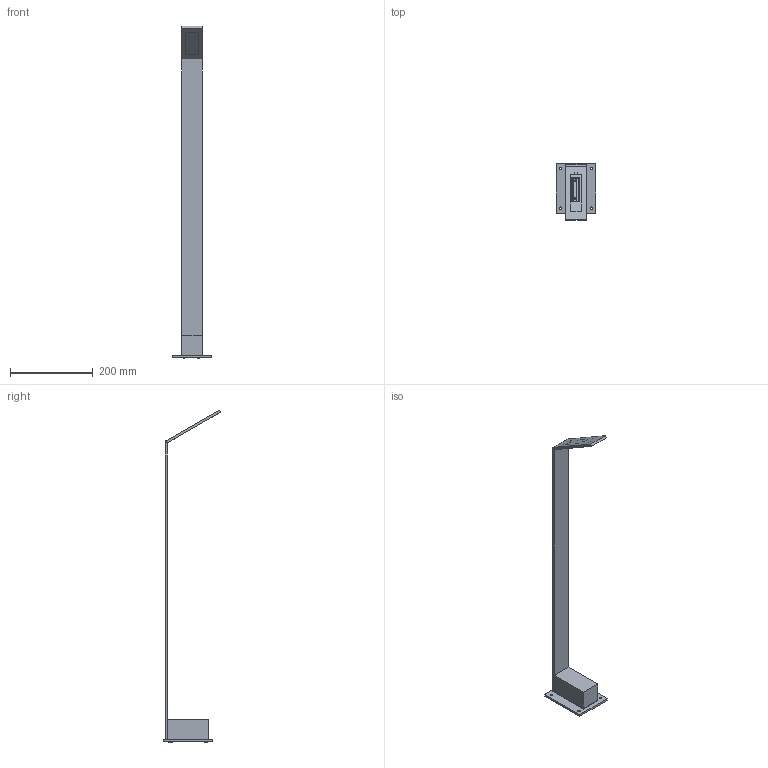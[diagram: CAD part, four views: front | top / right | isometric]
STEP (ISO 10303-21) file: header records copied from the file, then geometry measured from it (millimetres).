
FILE_DESCRIPTION(('CATIA V5 STEP Exchange'),'2;1');
FILE_NAME('0106-3D.stp','2021-03-25T08:59:56+00:00',('none'),('none'),'CATIA Version 5 Release 21 GA (IN-10)','CATIA V5 STEP AP203','none');
FILE_SCHEMA(('CONFIG_CONTROL_DESIGN'));
Length unit declared in the file: millimetre
Products named in the file (1): 装配体12
Assembly tree (16 placements, depth 2):
  装配体12
    #58
    #3387
    #4759
    #6424
    #6731  x5
    #7832  x4
    #8698  x2
    #9192
Bounding box: 95 x 138.57 x 802.88 mm (x, y, z)
Volume: 396148.6 mm3; surface area: 187874.9 mm2
Topology: 49 solids, 49 shells, 738 faces, 1689 edges, 1085 vertices
Faces by surface type: plane 431, cylinder 237, cone 52, torus 18
Entity records: 13616 total; most frequent: CARTESIAN_POINT 2775, ORIENTED_EDGE 2278, DIRECTION 1808, EDGE_CURVE 1139, VECTOR 773, LINE 773, VERTEX_POINT 746, AXIS2_PLACEMENT_3D 678
